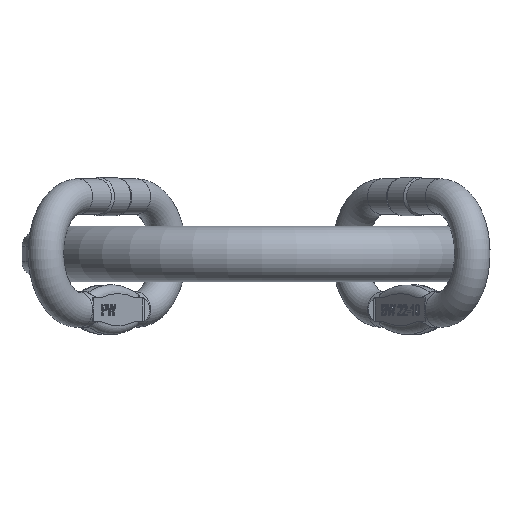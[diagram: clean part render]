
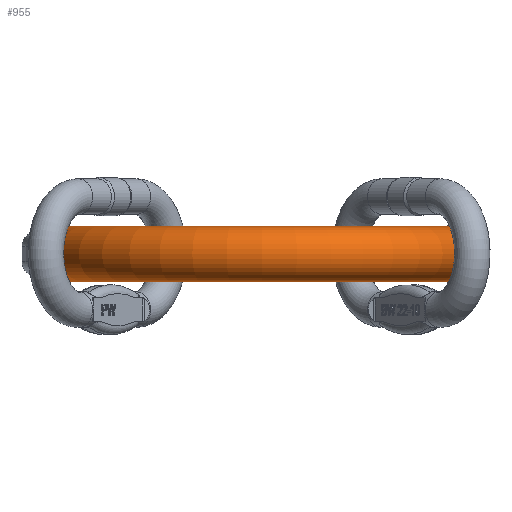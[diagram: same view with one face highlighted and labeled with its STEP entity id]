
A CAD part, front view. The second image highlights one B-rep face of the part: STEP entity #955.
In plain terms, the highlighted toroidal (fillet/blend) face has major radius 128 mm and minor radius 18 mm.
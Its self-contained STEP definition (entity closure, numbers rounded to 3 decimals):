
#660=TOROIDAL_SURFACE('',#6542,128.,18.);
#955=ADVANCED_FACE('',(#1366,#1367),#660,.T.);
#1262=CIRCLE('',#6533,18.);
#1263=CIRCLE('',#6535,18.);
#1366=FACE_BOUND('',#1671,.T.);
#1367=FACE_BOUND('',#1672,.T.);
#1671=EDGE_LOOP('',(#3402));
#1672=EDGE_LOOP('',(#3403));
#3402=ORIENTED_EDGE('',*,*,#5054,.F.);
#3403=ORIENTED_EDGE('',*,*,#5053,.T.);
#4295=VERTEX_POINT('',#11735);
#4296=VERTEX_POINT('',#11738);
#5053=EDGE_CURVE('',#4295,#4295,#1262,.T.);
#5054=EDGE_CURVE('',#4296,#4296,#1263,.T.);
#6533=AXIS2_PLACEMENT_3D('',#11734,#7516,#7517);
#6535=AXIS2_PLACEMENT_3D('',#11737,#7520,#7521);
#6542=AXIS2_PLACEMENT_3D('',#11748,#7534,#7535);
#7516=DIRECTION('',(0.,-1.,0.));
#7517=DIRECTION('',(1.,0.,0.));
#7520=DIRECTION('',(0.,1.,0.));
#7521=DIRECTION('',(-1.,0.,0.));
#7534=DIRECTION('',(0.,0.,-1.));
#7535=DIRECTION('',(-1.,0.,0.));
#11734=CARTESIAN_POINT('',(-128.,-105.,0.));
#11735=CARTESIAN_POINT('',(-110.,-105.,0.));
#11737=CARTESIAN_POINT('',(128.,-105.,0.));
#11738=CARTESIAN_POINT('',(110.,-105.,0.));
#11748=CARTESIAN_POINT('',(0.,-105.,0.));
